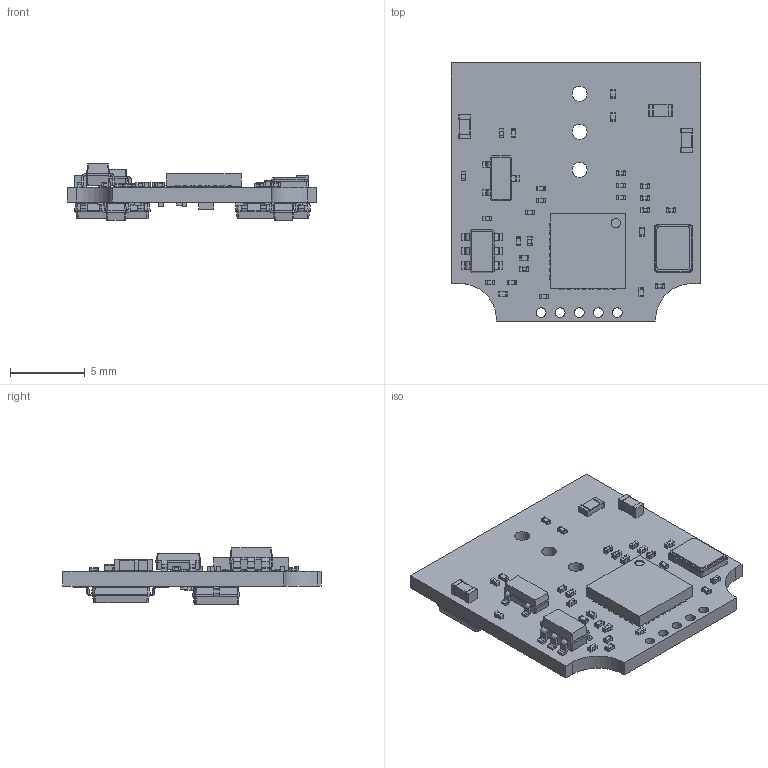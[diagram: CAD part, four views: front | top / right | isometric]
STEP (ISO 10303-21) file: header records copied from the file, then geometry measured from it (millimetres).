
FILE_DESCRIPTION(('FreeCAD Model'),'2;1');
FILE_NAME('Open CASCADE Shape Model','2023-12-16T18:18:10',('Author'),( ''),'Open CASCADE STEP processor 7.5','FreeCAD','Unknown');
FILE_SCHEMA(('AUTOMOTIVE_DESIGN { 1 0 10303 214 1 1 1 1 }'));
Length unit declared in the file: millimetre
Products named in the file (54): servov2; Board_Geoms_7fa7; Pcb_7fa7; Step_Models_7fa7; Top_7fa7; C19_C_0201_0603Metric_a312519759b9; R10_R_0201_0603Metric_ce88abe40c4e; L1_L_0201_0603Metric_373e583e6430; R13_R_0603_1608Metric_193286fe7f68; C4_C_0603_1608Metric_0fb439af5e9e; U5_SOT_23_6_acd867c84d74; IC1_ASSEMBLY_c73dd1d278a5; Body; ThermalPin; PinsArrayLR016; PinsArrayLR; PinsArrayLR001; PinsArrayLR002; PinsArrayLR003; PinsArrayLR004; PinsArrayLR005; PinsArrayLR006; PinsArrayLR007; PinsArrayLR008; PinsArrayLR009; PinsArrayLR010; PinsArrayLR011; PinsArrayLR012; PinsArrayLR013; PinsArrayLR014; PinsArrayLR015; PinsArrayTB016; PinsArrayTB; PinsArrayTB001; PinsArrayTB002; PinsArrayTB003; PinsArrayTB004; PinsArrayTB005; PinsArrayTB006; PinsArrayTB007 ...
Assembly tree (89 placements, depth 6):
  servov2
    Board_Geoms_7fa7
      Pcb_7fa7
    Step_Models_7fa7
      Top_7fa7
        C19_C_0201_0603Metric_a312519759b9  x16
        R10_R_0201_0603Metric_ce88abe40c4e  x10
        L1_L_0201_0603Metric_373e583e6430
        R13_R_0603_1608Metric_193286fe7f68
        C4_C_0603_1608Metric_0fb439af5e9e  x2
        U5_SOT_23_6_acd867c84d74
        IC1_ASSEMBLY_c73dd1d278a5
          Body
          ThermalPin
          PinsArrayLR016
            PinsArrayLR
            PinsArrayLR001
            PinsArrayLR002
            PinsArrayLR003
            PinsArrayLR004
            PinsArrayLR005
            PinsArrayLR006
            PinsArrayLR007
            PinsArrayLR008
            PinsArrayLR009
            PinsArrayLR010
            PinsArrayLR011
            PinsArrayLR012
            PinsArrayLR013
            PinsArrayLR014
            PinsArrayLR015
          PinsArrayTB016
            PinsArrayTB
            PinsArrayTB001
            PinsArrayTB002
            PinsArrayTB003
            PinsArrayTB004
            PinsArrayTB005
            PinsArrayTB006
            PinsArrayTB007
            PinsArrayTB008
            PinsArrayTB009
            PinsArrayTB010
            PinsArrayTB011
            PinsArrayTB012
            PinsArrayTB013
            PinsArrayTB014
            PinsArrayTB015
        U4_SOT_23_8388c0d6ca76
        Y1_Crystal_SMD_3225-4Pin_3.2x2.5mm_989cafc28578
      Bot_7fa7
        R10_R_0201_0603Metric_ce88abe40c4e  x6
        U4_SOT_23_8388c0d6ca76  x2
        IC2_SOT886_2ea0938f3299
          SOT886 Mold Body
        U1_SSOP_8_39x505mm_P127mm_962db2c4c331[2]  x2
        C19_C_0201_0603Metric_a312519759b9  x2
Bounding box: 16.63 x 17.23 x 3.75 mm (x, y, z)
Volume: 360.3 mm3; surface area: 1030.6 mm2
Topology: 81 solids, 81 shells, 1981 faces, 4953 edges, 3184 vertices
Faces by surface type: plane 1225, cylinder 581, bspline 175
Full cylindrical faces by diameter (mm): 0.2 x2, 0.625 x1, 0.65 x5, 1 x3
Entity records: 27538 total; most frequent: CARTESIAN_POINT 4304, ORIENTED_EDGE 3748, DIRECTION 3714, EDGE_CURVE 1874, LINE 1402, VECTOR 1402, VERTEX_POINT 1198, AXIS2_PLACEMENT_3D 1156
